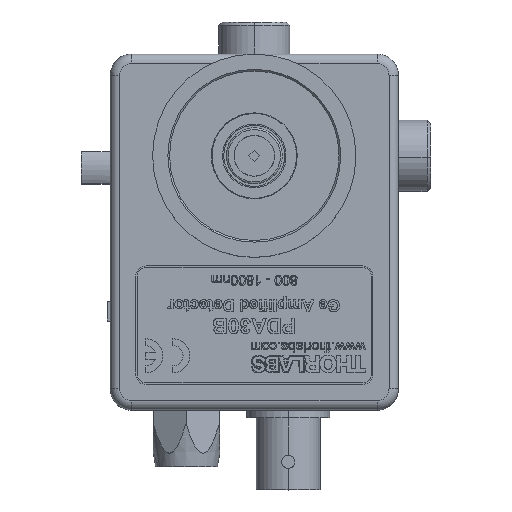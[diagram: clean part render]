
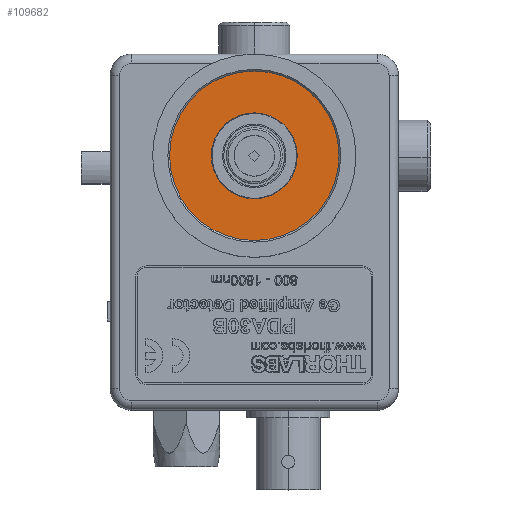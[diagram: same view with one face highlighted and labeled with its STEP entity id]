
A CAD part, top view. The second image highlights one B-rep face of the part: STEP entity #109682.
In plain terms, the highlighted planar face has unit normal (0, 0, 1).
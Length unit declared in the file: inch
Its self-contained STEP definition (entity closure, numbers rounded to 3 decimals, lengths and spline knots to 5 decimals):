
#6339 = CARTESIAN_POINT ( 'NONE',  ( 0.5965, 1.5, 0.88 ) ) ;
#6719 = CARTESIAN_POINT ( 'NONE',  ( 1.3675, 1.5, 0.88 ) ) ;
#6722 = CARTESIAN_POINT ( 'NONE',  ( 0.3325, 1.5, 0.88 ) ) ;
#6728 = AXIS2_PLACEMENT_3D ( 'NONE', #6730, #6750, #6749 ) ;
#6730 = CARTESIAN_POINT ( 'NONE',  ( 0.85, 1.5, 0.88 ) ) ;
#6742 = CIRCLE ( 'NONE', #6728, 0.5175 ) ;
#6749 = DIRECTION ( 'NONE',  ( 1., 0., 0. ) ) ;
#6750 = DIRECTION ( 'NONE',  ( 0., 0., 1. ) ) ;
#6852 = CARTESIAN_POINT ( 'NONE',  ( 1.1035, 1.5, 0.88 ) ) ;
#6889 = DIRECTION ( 'NONE',  ( 1., 0., 0. ) ) ;
#6890 = DIRECTION ( 'NONE',  ( 0., 0., 1. ) ) ;
#6891 = CARTESIAN_POINT ( 'NONE',  ( 0.85, 1.5, 0.88 ) ) ;
#6892 = AXIS2_PLACEMENT_3D ( 'NONE', #6891, #6890, #6889 ) ;
#6893 = CIRCLE ( 'NONE', #6892, 0.2535 ) ;
#24037 = CIRCLE ( 'NONE', #24583, 0.2535 ) ;
#24575 = DIRECTION ( 'NONE',  ( 1., 0., 0. ) ) ;
#24577 = CARTESIAN_POINT ( 'NONE',  ( 0.85, 1.5, 0.88 ) ) ;
#24581 = DIRECTION ( 'NONE',  ( 0., 0., 1. ) ) ;
#24583 = AXIS2_PLACEMENT_3D ( 'NONE', #24577, #24581, #24575 ) ;
#25382 = CIRCLE ( 'NONE', #25411, 0.5175 ) ;
#25410 = DIRECTION ( 'NONE',  ( 1., 0., 0. ) ) ;
#25411 = AXIS2_PLACEMENT_3D ( 'NONE', #25419, #25421, #25410 ) ;
#25419 = CARTESIAN_POINT ( 'NONE',  ( 0.85, 1.5, 0.88 ) ) ;
#25421 = DIRECTION ( 'NONE',  ( 0., 0., 1. ) ) ;
#25498 = FACE_BOUND ( 'NONE', #109664, .T. ) ;
#25500 = AXIS2_PLACEMENT_3D ( 'NONE', #25531, #25530, #25529 ) ;
#25501 = PLANE ( 'NONE',  #25500 ) ;
#25502 = FACE_OUTER_BOUND ( 'NONE', #109693, .T. ) ;
#25529 = DIRECTION ( 'NONE',  ( 1., 0., 0. ) ) ;
#25530 = DIRECTION ( 'NONE',  ( 0., 0., 1. ) ) ;
#25531 = CARTESIAN_POINT ( 'NONE',  ( 0.85, 1.5, 0.88 ) ) ;
#36814 = VERTEX_POINT ( 'NONE', #6719 ) ;
#36815 = VERTEX_POINT ( 'NONE', #6722 ) ;
#36829 = EDGE_CURVE ( 'NONE', #36814, #36815, #6742, .T. ) ;
#36867 = VERTEX_POINT ( 'NONE', #6339 ) ;
#36871 = VERTEX_POINT ( 'NONE', #6852 ) ;
#36875 = EDGE_CURVE ( 'NONE', #36867, #36871, #6893, .T. ) ;
#108889 = EDGE_CURVE ( 'NONE', #36871, #36867, #24037, .T. ) ;
#109608 = EDGE_CURVE ( 'NONE', #36815, #36814, #25382, .T. ) ;
#109654 = ORIENTED_EDGE ( 'NONE', *, *, #36875, .F. ) ;
#109664 = EDGE_LOOP ( 'NONE', ( #109742, #109654 ) ) ;
#109682 = ADVANCED_FACE ( 'NONE', ( #25498, #25502 ), #25501, .T. ) ;
#109693 = EDGE_LOOP ( 'NONE', ( #109700, #109709 ) ) ;
#109700 = ORIENTED_EDGE ( 'NONE', *, *, #109608, .T. ) ;
#109709 = ORIENTED_EDGE ( 'NONE', *, *, #36829, .T. ) ;
#109742 = ORIENTED_EDGE ( 'NONE', *, *, #108889, .F. ) ;
